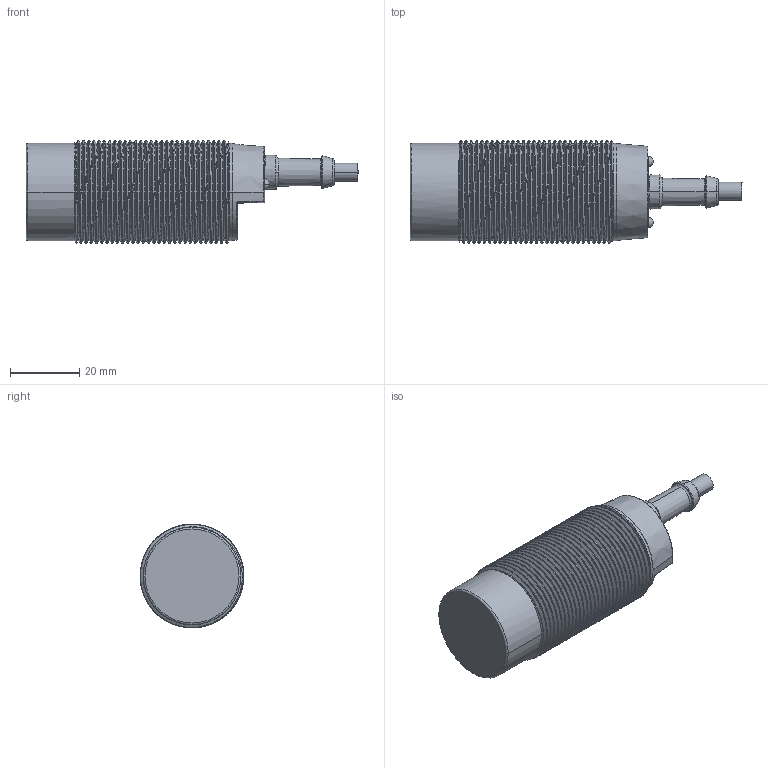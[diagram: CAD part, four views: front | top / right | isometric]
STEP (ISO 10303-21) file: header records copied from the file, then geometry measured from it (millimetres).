
FILE_DESCRIPTION((''),'2;1');
FILE_NAME('1MP6636_HOUSING-M30X62MM_1','2024-09-04T',('Parkey.Wang'),(''),'CREO PARAMETRIC BY PTC INC, 2015480','CREO PARAMETRIC BY PTC INC, 2015480','');
FILE_SCHEMA(('CONFIG_CONTROL_DESIGN'));
Products named in the file (1): 1MP6636_HOUSING-M30X62MM_1
Bounding box: 95.59 x 29.85 x 29.85 mm (x, y, z)
Volume: 42840.3 mm3; surface area: 11128.8 mm2
Topology: 1 solids, 1 shells, 215 faces, 599 edges, 391 vertices
Faces by surface type: cylinder 134, plane 23, bspline 22, cone 16, torus 14, sphere 6
Entity records: 55792 total; most frequent: CARTESIAN_POINT 50863, ORIENTED_EDGE 1190, DIRECTION 772, EDGE_CURVE 595, VERTEX_POINT 391, B_SPLINE_CURVE_WITH_KNOTS 314, AXIS2_PLACEMENT_3D 298, EDGE_LOOP 224
